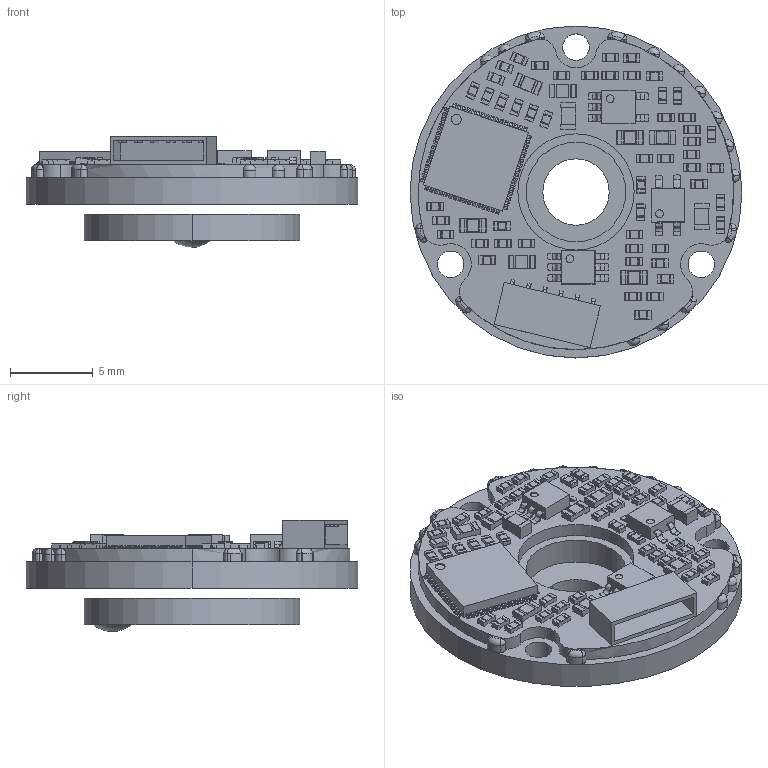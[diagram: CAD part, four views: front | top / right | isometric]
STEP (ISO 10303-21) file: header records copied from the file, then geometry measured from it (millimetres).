
FILE_DESCRIPTION (( 'STEP AP214' ), '1' );
FILE_NAME ('CAP20 ²úÆ·-20251128.STEP', '2025-11-28T05:20:35', ( '' ), ( '' ), 'SwSTEP 2.0', 'SolidWorks 2018', '' );
FILE_SCHEMA (( 'AUTOMOTIVE_DESIGN' ));
Length unit declared in the file: millimetre
Products named in the file (4): CAP20 RT陓瘍啣(郋え)20240612; CAP20 莉こ-20251128; CAP20 RS啣20240612; 6PIN 黑-连接器6x2.7x1.7（IAM旧款磁编）
Assembly tree (3 placements, depth 2):
  CAP20 莉こ-20251128
    CAP20 RS啣20240612
    CAP20 RT陓瘍啣(郋え)20240612
    6PIN 黑-连接器6x2.7x1.7（IAM旧款磁编）
Bounding box: 20 x 20 x 6.7 mm (x, y, z)
Volume: 886.1 mm3; surface area: 1487.3 mm2
Topology: 65 solids, 65 shells, 3013 faces, 8089 edges, 5296 vertices
Faces by surface type: plane 1793, cylinder 687, bspline 474, torus 39, sphere 20
Entity records: 132384 total; most frequent: CARTESIAN_POINT 28712, ORIENTED_EDGE 16154, DIRECTION 12215, EDGE_CURVE 8077, VERTEX_POINT 5290, VECTOR 5013, LINE 5013, AXIS2_PLACEMENT_3D 3601
